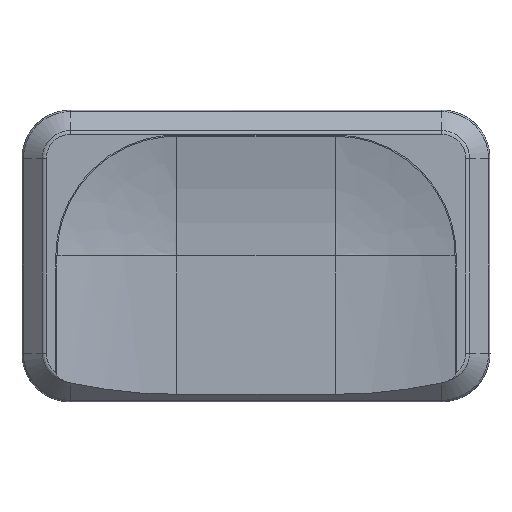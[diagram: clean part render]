
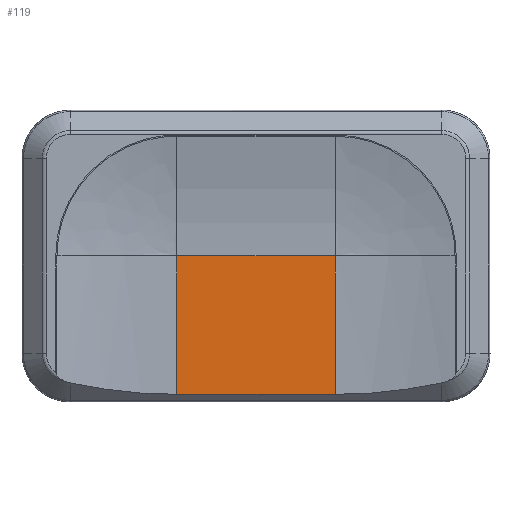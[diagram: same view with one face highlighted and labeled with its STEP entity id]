
A CAD part, top view. The second image highlights one B-rep face of the part: STEP entity #119.
In plain terms, the highlighted planar face has unit normal (0, 0, 1).
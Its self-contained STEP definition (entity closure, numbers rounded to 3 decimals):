
#119=ADVANCED_FACE('',(#212),#1373,.T.);
#212=FACE_OUTER_BOUND('',#308,.T.);
#308=EDGE_LOOP('',(#729,#730,#731,#732));
#729=ORIENTED_EDGE('',*,*,#943,.F.);
#730=ORIENTED_EDGE('',*,*,#934,.T.);
#731=ORIENTED_EDGE('',*,*,#941,.T.);
#732=ORIENTED_EDGE('',*,*,#935,.F.);
#934=EDGE_CURVE('',#1266,#1261,#1063,.T.);
#935=EDGE_CURVE('',#1280,#1278,#1153,.T.);
#941=EDGE_CURVE('',#1261,#1278,#1067,.T.);
#943=EDGE_CURVE('',#1266,#1280,#1069,.T.);
#1063=(
BOUNDED_CURVE()
B_SPLINE_CURVE(1,(#2759,#2760),.UNSPECIFIED.,.F.,.F.)
B_SPLINE_CURVE_WITH_KNOTS((2,2),(-1.,0.),.UNSPECIFIED.)
CURVE()
GEOMETRIC_REPRESENTATION_ITEM()
RATIONAL_B_SPLINE_CURVE((1.,1.))
REPRESENTATION_ITEM('')
);
#1067=(
BOUNDED_CURVE()
B_SPLINE_CURVE(1,(#2778,#2779),.UNSPECIFIED.,.F.,.F.)
B_SPLINE_CURVE_WITH_KNOTS((2,2),(0.,7.85),.UNSPECIFIED.)
CURVE()
GEOMETRIC_REPRESENTATION_ITEM()
RATIONAL_B_SPLINE_CURVE((1.,1.))
REPRESENTATION_ITEM('')
);
#1069=(
BOUNDED_CURVE()
B_SPLINE_CURVE(1,(#2782,#2783),.UNSPECIFIED.,.F.,.F.)
B_SPLINE_CURVE_WITH_KNOTS((2,2),(0.,7.85),.UNSPECIFIED.)
CURVE()
GEOMETRIC_REPRESENTATION_ITEM()
RATIONAL_B_SPLINE_CURVE((1.,1.))
REPRESENTATION_ITEM('')
);
#1153=B_SPLINE_CURVE_WITH_KNOTS('',1,(#2761,#2762),.UNSPECIFIED.,.F.,.F.,
(2,2),(-4.5,4.5),.UNSPECIFIED.);
#1261=VERTEX_POINT('',#2026);
#1266=VERTEX_POINT('',#2031);
#1278=VERTEX_POINT('',#2043);
#1280=VERTEX_POINT('',#2045);
#1373=PLANE('',#1445);
#1445=AXIS2_PLACEMENT_3D('',#1921,#1500,$);
#1500=DIRECTION('',(0.,0.,1.));
#1921=CARTESIAN_POINT('',(20.022,-67.772,8.624));
#2026=CARTESIAN_POINT('',(11.022,-67.772,8.624));
#2031=CARTESIAN_POINT('',(20.022,-67.772,8.624));
#2043=CARTESIAN_POINT('',(11.022,-75.622,8.624));
#2045=CARTESIAN_POINT('',(20.022,-75.622,8.624));
#2759=CARTESIAN_POINT('',(20.022,-67.772,8.624));
#2760=CARTESIAN_POINT('',(11.022,-67.772,8.624));
#2761=CARTESIAN_POINT('',(20.022,-75.622,8.624));
#2762=CARTESIAN_POINT('',(11.022,-75.622,8.624));
#2778=CARTESIAN_POINT('',(11.022,-67.772,8.624));
#2779=CARTESIAN_POINT('',(11.022,-75.622,8.624));
#2782=CARTESIAN_POINT('',(20.022,-67.772,8.624));
#2783=CARTESIAN_POINT('',(20.022,-75.622,8.624));
